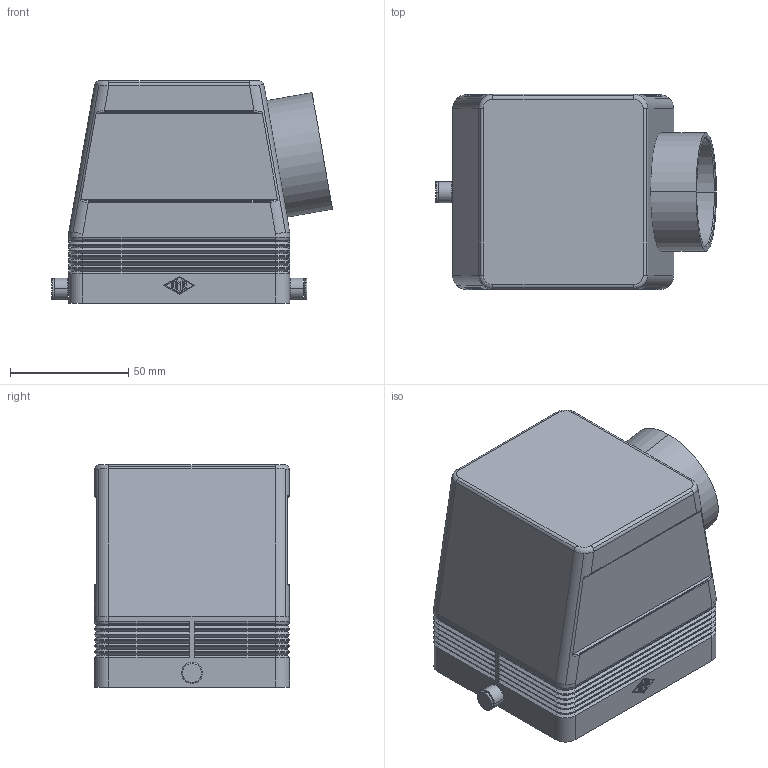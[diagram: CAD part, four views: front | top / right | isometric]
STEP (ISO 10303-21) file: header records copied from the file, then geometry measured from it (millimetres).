
FILE_DESCRIPTION((''),'2;1');
FILE_NAME('CHO 32 L.stp','2006-12-20T17:20:51',('gembarski'),(''),'Autodesk Inventor 7','Autodesk Inventor 7','');
FILE_SCHEMA(('AUTOMOTIVE_DESIGN { 1 0 10303 214 1 1 1 1 }'));
Length unit declared in the file: millimetre
Products named in the file (1): CHO 32 L
Bounding box: 118.83 x 82.5 x 94 mm (x, y, z)
Volume: 153229.1 mm3; surface area: 80273.3 mm2
Topology: 1 solids, 1 shells, 517 faces, 1226 edges, 726 vertices
Faces by surface type: plane 197, cylinder 144, bspline 106, cone 58, torus 12
Entity records: 16027 total; most frequent: CARTESIAN_POINT 4308, DIRECTION 2426, ORIENTED_EDGE 2420, EDGE_CURVE 1210, AXIS2_PLACEMENT_3D 818, VECTOR 790, LINE 790, VERTEX_POINT 726
